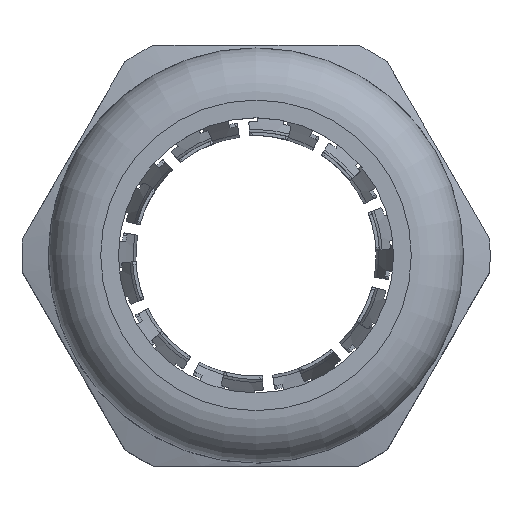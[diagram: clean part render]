
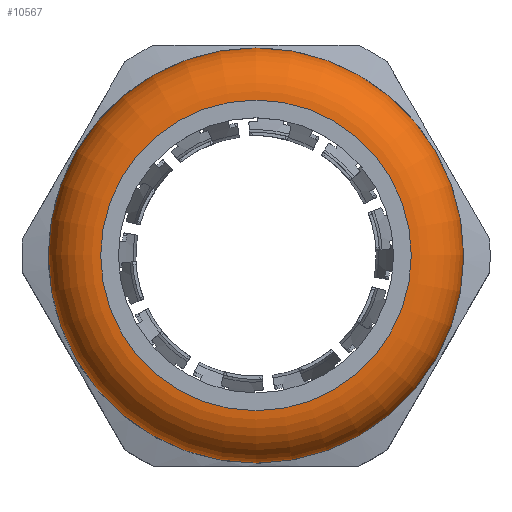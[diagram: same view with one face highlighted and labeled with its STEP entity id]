
A CAD part, top view. The second image highlights one B-rep face of the part: STEP entity #10567.
In plain terms, the highlighted toroidal (fillet/blend) face has major radius 18.44 mm and minor radius 6.2 mm.
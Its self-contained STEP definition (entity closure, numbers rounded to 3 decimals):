
#43=TOROIDAL_SURFACE('',#11321,18.44,6.2);
#2394=FACE_BOUND('',#3138,.T.);
#2501=FACE_OUTER_BOUND('',#3137,.T.);
#3137=EDGE_LOOP('',(#7443));
#3138=EDGE_LOOP('',(#7444));
#3770=CIRCLE('',#11320,18.44);
#3771=CIRCLE('',#11322,24.64);
#4471=VERTEX_POINT('',#22439);
#4472=VERTEX_POINT('',#22442);
#5628=EDGE_CURVE('',#4471,#4471,#3770,.T.);
#5629=EDGE_CURVE('',#4472,#4472,#3771,.T.);
#7443=ORIENTED_EDGE('',*,*,#5629,.F.);
#7444=ORIENTED_EDGE('',*,*,#5628,.T.);
#10567=ADVANCED_FACE('',(#2501,#2394),#43,.T.);
#11320=AXIS2_PLACEMENT_3D('',#22440,#12774,#12775);
#11321=AXIS2_PLACEMENT_3D('',#22441,#12776,#12777);
#11322=AXIS2_PLACEMENT_3D('',#22443,#12778,#12779);
#12774=DIRECTION('center_axis',(0.,0.,-1.));
#12775=DIRECTION('ref_axis',(1.,0.,0.));
#12776=DIRECTION('center_axis',(0.,0.,-1.));
#12777=DIRECTION('ref_axis',(-1.,0.,0.));
#12778=DIRECTION('center_axis',(0.,0.,-1.));
#12779=DIRECTION('ref_axis',(1.,0.,0.));
#22439=CARTESIAN_POINT('',(-18.44,0.,33.26));
#22440=CARTESIAN_POINT('Origin',(0.,0.,33.26));
#22441=CARTESIAN_POINT('Origin',(0.,0.,27.06));
#22442=CARTESIAN_POINT('',(-24.64,0.,27.06));
#22443=CARTESIAN_POINT('Origin',(0.,0.,27.06));
